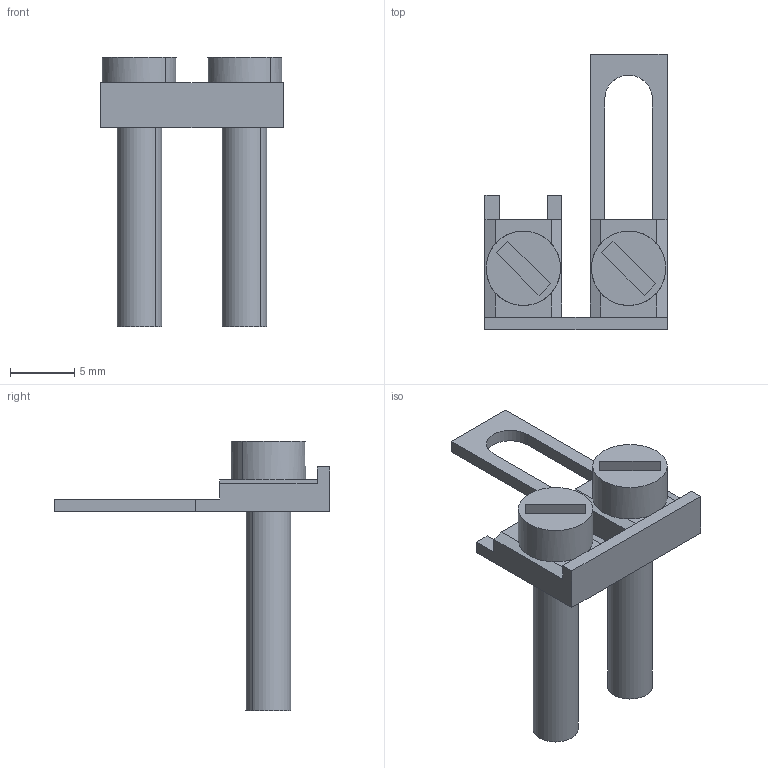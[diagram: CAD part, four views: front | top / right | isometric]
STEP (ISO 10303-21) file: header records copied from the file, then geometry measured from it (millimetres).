
FILE_DESCRIPTION(('Creo Elements/Direct Modeling STEP Export'),'2;1');
FILE_NAME('model.stp','2020-05-06T 0:14:08',(''),(''),'Creo Elements/Direct Modeling STEP processor for AP214 (Solid Model)','Creo Elements/Direct Modeling 20.1A 29-Sep-2018 (C) Parametric Technology GmbH','');
FILE_SCHEMA(('AUTOMOTIVE_DESIGN { 1 0 10303 214 1 1 1 1 }'));
Length unit declared in the file: millimetre
Products named in the file (2): SB_2_RTK_S-select
Assembly tree (1 placements, depth 2):
  SB_2_RTK_S-select
    SB_2_RTK_S-select
Bounding box: 14.2 x 21.5 x 21 mm (x, y, z)
Volume: 740.1 mm3; surface area: 1061.7 mm2
Topology: 1 solids, 1 shells, 59 faces, 150 edges, 96 vertices
Faces by surface type: plane 48, cylinder 11
Entity records: 2142 total; most frequent: ORIENTED_EDGE 300, CARTESIAN_POINT 278, DIRECTION 252, EDGE_CURVE 150, VECTOR 112, LINE 112, VERTEX_POINT 96, AXIS2_PLACEMENT_3D 70
